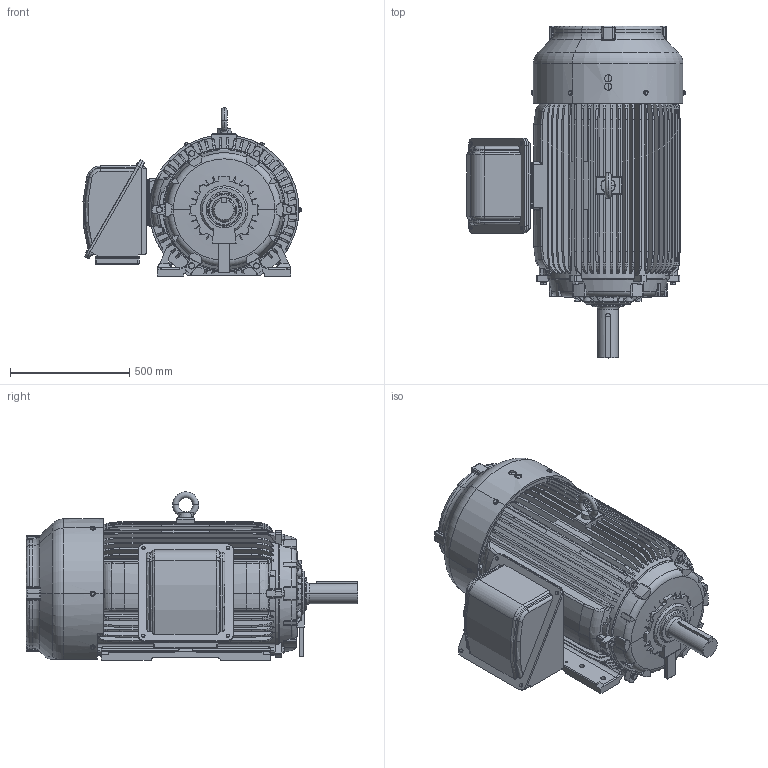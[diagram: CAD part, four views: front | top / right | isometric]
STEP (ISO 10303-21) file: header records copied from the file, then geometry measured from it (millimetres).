
FILE_DESCRIPTION (( 'STEP AP203' ), '1' );
FILE_NAME ('AEHH8N_449T.STEP', '2021-03-29T03:23:58', ( '' ), ( '' ), 'SwSTEP 2.0', 'SolidWorks 2020', '' );
FILE_SCHEMA (( 'CONFIG_CONTROL_DESIGN' ));
Products named in the file (1): AEHH8N_449T
Bounding box: 916.04 x 1394.46 x 707.4 mm (x, y, z)
Volume: 322192956 mm3; surface area: 6526925.7 mm2
Topology: 18 solids, 32 shells, 2923 faces, 7584 edges, 4848 vertices
Faces by surface type: plane 1034, bspline 668, cylinder 628, cone 383, torus 200, sphere 10
Entity records: 155057 total; most frequent: CARTESIAN_POINT 90076, ORIENTED_EDGE 15054, DIRECTION 10950, EDGE_CURVE 7527, VERTEX_POINT 4847, AXIS2_PLACEMENT_3D 4000, EDGE_LOOP 3138, VECTOR 2950
